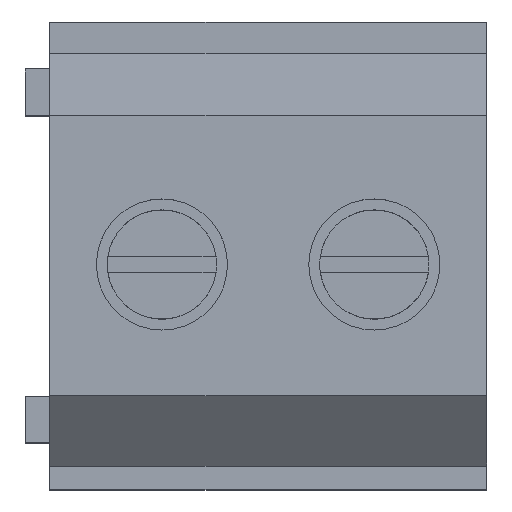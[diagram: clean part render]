
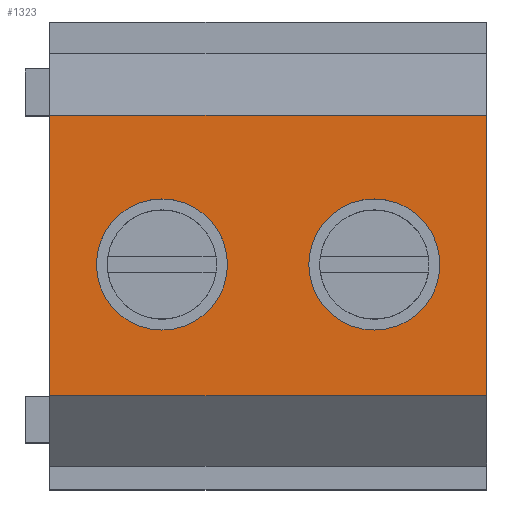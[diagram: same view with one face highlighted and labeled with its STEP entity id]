
A CAD part, top view. The second image highlights one B-rep face of the part: STEP entity #1323.
In plain terms, the highlighted planar face has unit normal (0, 0, 1).
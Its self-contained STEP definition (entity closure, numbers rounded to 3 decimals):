
#33=FACE_BOUND('',#238,.T.);
#34=FACE_BOUND('',#239,.T.);
#79=PLANE('',#1435);
#157=FACE_OUTER_BOUND('',#237,.T.);
#237=EDGE_LOOP('',(#1079,#1080,#1081,#1082));
#238=EDGE_LOOP('',(#1083));
#239=EDGE_LOOP('',(#1084));
#366=LINE('',#2046,#530);
#374=LINE('',#2062,#538);
#375=LINE('',#2064,#539);
#376=LINE('',#2065,#540);
#530=VECTOR('',#1666,10.);
#538=VECTOR('',#1678,10.);
#539=VECTOR('',#1681,10.);
#540=VECTOR('',#1682,10.);
#609=CIRCLE('',#1390,1.08);
#611=CIRCLE('',#1394,1.08);
#625=VERTEX_POINT('',#1860);
#627=VERTEX_POINT('',#1867);
#681=VERTEX_POINT('',#2043);
#682=VERTEX_POINT('',#2045);
#687=VERTEX_POINT('',#2058);
#688=VERTEX_POINT('',#2060);
#737=EDGE_CURVE('',#625,#625,#609,.T.);
#740=EDGE_CURVE('',#627,#627,#611,.T.);
#826=EDGE_CURVE('',#682,#681,#366,.T.);
#834=EDGE_CURVE('',#687,#688,#374,.T.);
#835=EDGE_CURVE('',#681,#687,#375,.T.);
#836=EDGE_CURVE('',#688,#682,#376,.T.);
#1079=ORIENTED_EDGE('',*,*,#826,.T.);
#1080=ORIENTED_EDGE('',*,*,#835,.T.);
#1081=ORIENTED_EDGE('',*,*,#834,.T.);
#1082=ORIENTED_EDGE('',*,*,#836,.T.);
#1083=ORIENTED_EDGE('',*,*,#737,.T.);
#1084=ORIENTED_EDGE('',*,*,#740,.T.);
#1323=ADVANCED_FACE('',(#157,#33,#34),#79,.T.);
#1390=AXIS2_PLACEMENT_3D('',#1861,#1495,#1496);
#1394=AXIS2_PLACEMENT_3D('',#1868,#1504,#1505);
#1435=AXIS2_PLACEMENT_3D('',#2063,#1679,#1680);
#1495=DIRECTION('center_axis',(0.,0.,-1.));
#1496=DIRECTION('ref_axis',(-1.,0.,0.));
#1504=DIRECTION('center_axis',(0.,0.,-1.));
#1505=DIRECTION('ref_axis',(-1.,0.,0.));
#1666=DIRECTION('',(1.,0.,0.));
#1678=DIRECTION('',(-1.,0.,0.));
#1679=DIRECTION('center_axis',(0.,0.,1.));
#1680=DIRECTION('ref_axis',(1.,0.,0.));
#1681=DIRECTION('',(0.,1.,0.));
#1682=DIRECTION('',(0.,-1.,0.));
#1860=CARTESIAN_POINT('',(-0.67,-0.15,9.));
#1861=CARTESIAN_POINT('Origin',(-1.75,-0.15,9.));
#1867=CARTESIAN_POINT('',(2.83,-0.15,9.));
#1868=CARTESIAN_POINT('Origin',(1.75,-0.15,9.));
#2043=CARTESIAN_POINT('',(3.6,-2.31,9.));
#2045=CARTESIAN_POINT('',(-3.6,-2.31,9.));
#2046=CARTESIAN_POINT('',(-1.8,-2.31,9.));
#2058=CARTESIAN_POINT('',(3.6,2.31,9.));
#2060=CARTESIAN_POINT('',(-3.6,2.31,9.));
#2062=CARTESIAN_POINT('',(-1.8,2.31,9.));
#2063=CARTESIAN_POINT('Origin',(0.,0.,9.));
#2064=CARTESIAN_POINT('',(3.6,-3.85,9.));
#2065=CARTESIAN_POINT('',(-3.6,3.85,9.));
